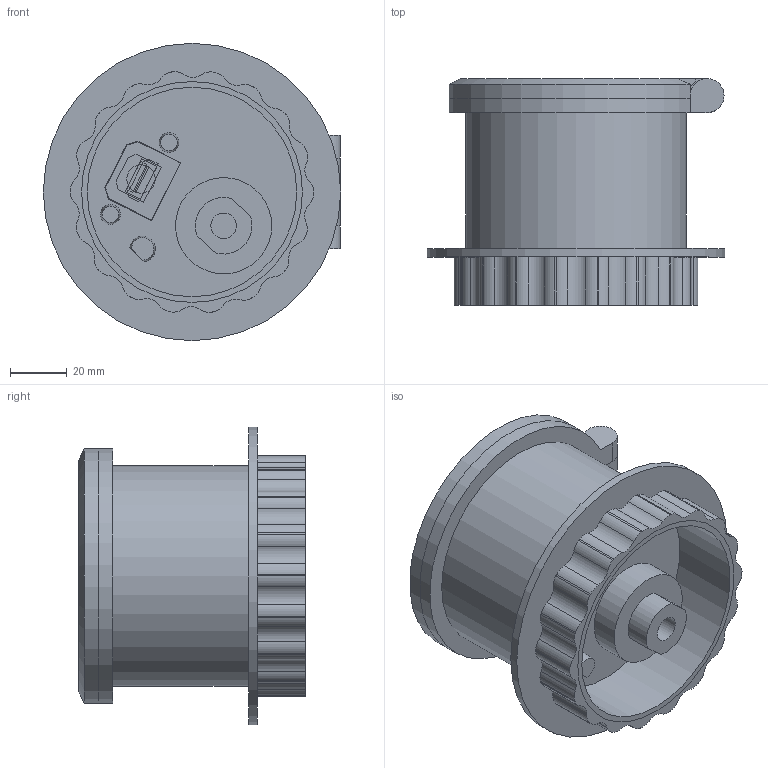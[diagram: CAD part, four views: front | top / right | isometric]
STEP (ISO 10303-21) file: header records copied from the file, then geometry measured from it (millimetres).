
FILE_DESCRIPTION(/* description */ (''),/* implementation_level */ '2;1');
FILE_NAME(/* name */ 'AE-BPW1SACP-XX.stp',/* time_stamp */ '2022-02-04T17:10:21+01:00',/* author */ ('SławomirO'),/* organization */ (''),/* preprocessor_version */ 'ST-DEVELOPER v18.1',/* originating_system */ 'Autodesk Inventor 2021',/* authorisation */ '');
FILE_SCHEMA (('AUTOMOTIVE_DESIGN { 1 0 10303 214 3 1 1 }'));
Length unit declared in the file: millimetre
Products named in the file (1): AE-BPW1SACP-XX
Bounding box: 105 x 80 x 105 mm (x, y, z)
Volume: 354559.4 mm3; surface area: 109406.2 mm2
Topology: 13 solids, 13 shells, 342 faces, 888 edges, 595 vertices
Faces by surface type: plane 224, cylinder 114, cone 4
Full cylindrical faces by diameter (mm): 3.6 x1, 4 x1, 5 x2, 9 x1, 10 x1, 34 x1, 39 x1, 74 x1, 78 x2, 105 x1
Entity records: 10566 total; most frequent: DIRECTION 1834, CARTESIAN_POINT 1834, ORIENTED_EDGE 1776, EDGE_CURVE 888, LINE 620, VECTOR 620, AXIS2_PLACEMENT_3D 607, VERTEX_POINT 595
